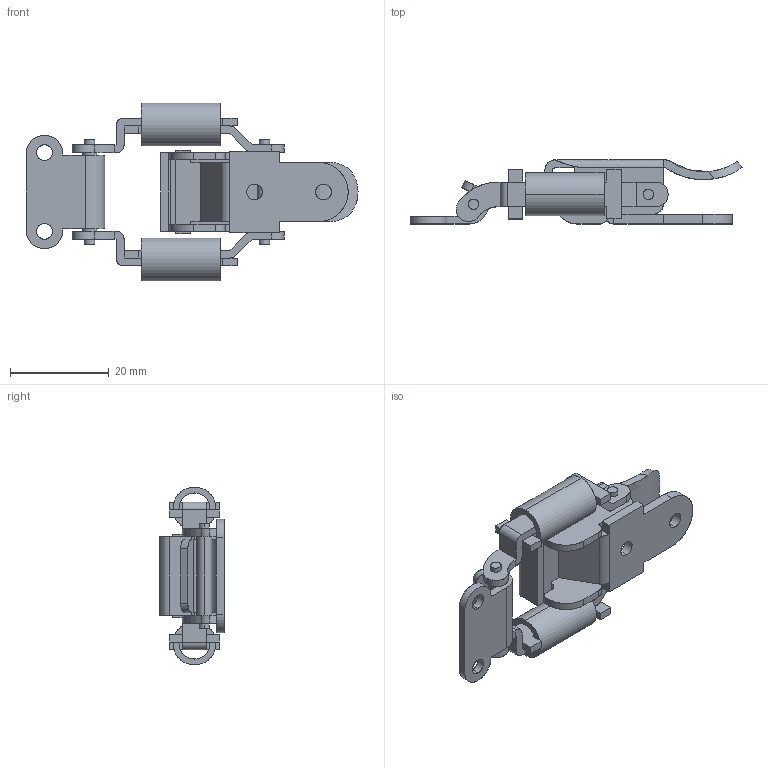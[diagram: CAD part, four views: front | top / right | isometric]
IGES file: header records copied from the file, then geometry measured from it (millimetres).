
Start section: SolidWorks IGES file using analytic representation for surfaces
Global section: file name: C-7-2.IGS,15; native system: HSolidWorks 2014; preprocessor: SolidWorks 2014; author: 1337yo; date: 200109.170712; units: millimetre
Bounding box: 67.4 x 13 x 36.1 mm (x, y, z)
Surface area: 8734.8 mm2 (no closed solid volume)
Topology: 0 solids, 0 shells, 208 faces, 2988 edges, 2986 vertices
Faces by surface type: bspline 120, revolution 88
